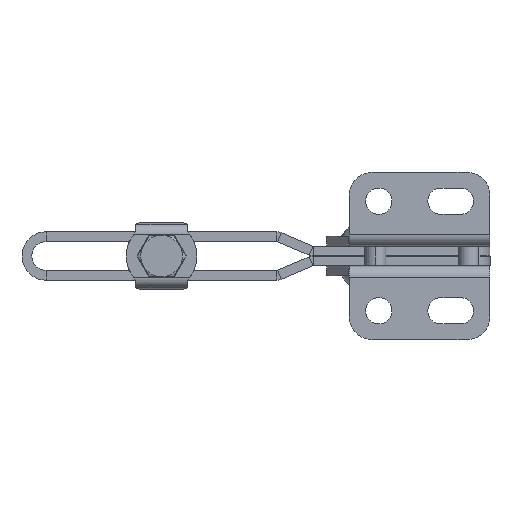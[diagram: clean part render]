
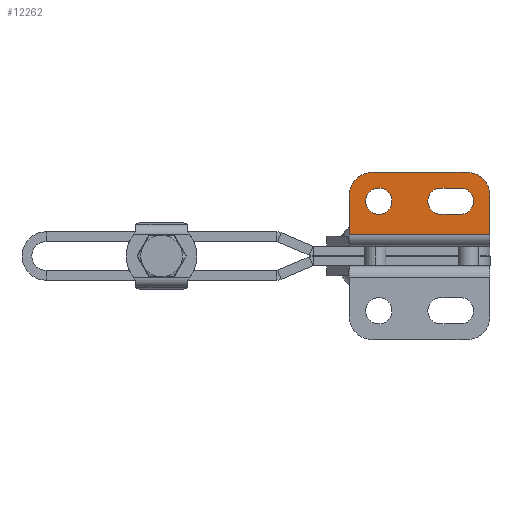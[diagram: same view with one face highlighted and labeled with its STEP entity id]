
A CAD part, front view. The second image highlights one B-rep face of the part: STEP entity #12262.
In plain terms, the highlighted planar face has unit normal (0, -1, 0).
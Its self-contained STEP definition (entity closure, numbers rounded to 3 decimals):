
#940 = ORIENTED_EDGE ( 'NONE', *, *, #27372, .F. ) ;
#941 = ORIENTED_EDGE ( 'NONE', *, *, #27431, .F. ) ;
#942 = ORIENTED_EDGE ( 'NONE', *, *, #27432, .F. ) ;
#943 = ORIENTED_EDGE ( 'NONE', *, *, #27433, .F. ) ;
#944 = ORIENTED_EDGE ( 'NONE', *, *, #27434, .F. ) ;
#945 = ORIENTED_EDGE ( 'NONE', *, *, #27435, .F. ) ;
#946 = ORIENTED_EDGE ( 'NONE', *, *, #27429, .F. ) ;
#947 = ORIENTED_EDGE ( 'NONE', *, *, #27436, .T. ) ;
#948 = ORIENTED_EDGE ( 'NONE', *, *, #27437, .T. ) ;
#949 = ORIENTED_EDGE ( 'NONE', *, *, #27438, .T. ) ;
#950 = ORIENTED_EDGE ( 'NONE', *, *, #27439, .T. ) ;
#951 = ORIENTED_EDGE ( 'NONE', *, *, #27440, .T. ) ;
#1531 = CIRCLE ( 'NONE', #28661, 4. ) ;
#1628 = LINE ( 'NONE', #3288, #1630 ) ;
#1629 = LINE ( 'NONE', #3298, #1636 ) ;
#1630 = VECTOR ( 'NONE', #3284, 1000. ) ;
#1631 = CIRCLE ( 'NONE', #28687, 4. ) ;
#1633 = CIRCLE ( 'NONE', #28688, 4. ) ;
#1634 = CIRCLE ( 'NONE', #28689, 4. ) ;
#1635 = LINE ( 'NONE', #3304, #1639 ) ;
#1636 = VECTOR ( 'NONE', #3294, 1000. ) ;
#1637 = LINE ( 'NONE', #3303, #1641 ) ;
#1638 = CIRCLE ( 'NONE', #28690, 7. ) ;
#1639 = VECTOR ( 'NONE', #3302, 1000. ) ;
#1641 = VECTOR ( 'NONE', #3309, 1000. ) ;
#1642 = LINE ( 'NONE', #3310, #1644 ) ;
#1643 = CIRCLE ( 'NONE', #28691, 7. ) ;
#1644 = VECTOR ( 'NONE', #3308, 1000. ) ;
#1645 = LINE ( 'NONE', #3311, #1647 ) ;
#1647 = VECTOR ( 'NONE', #3312, 1000. ) ;
#3153 = CARTESIAN_POINT ( 'NONE',  ( 9., -3., 10.75 ) ) ;
#3154 = DIRECTION ( 'NONE',  ( 0., -1., 0. ) ) ;
#3155 = DIRECTION ( 'NONE',  ( 0., 0., -1. ) ) ;
#3284 = DIRECTION ( 'NONE',  ( -1., 0., 0. ) ) ;
#3288 = CARTESIAN_POINT ( 'NONE',  ( 36., -3., 0.5 ) ) ;
#3294 = DIRECTION ( 'NONE',  ( -1., 0., 0. ) ) ;
#3295 = CARTESIAN_POINT ( 'NONE',  ( 9., -3., 10.75 ) ) ;
#3296 = DIRECTION ( 'NONE',  ( 0., -1., 0. ) ) ;
#3297 = DIRECTION ( 'NONE',  ( 0., 0., -1. ) ) ;
#3298 = CARTESIAN_POINT ( 'NONE',  ( 28., -3., 14.75 ) ) ;
#3299 = CARTESIAN_POINT ( 'NONE',  ( 28., -3., 10.75 ) ) ;
#3300 = DIRECTION ( 'NONE',  ( 0., -1., 0. ) ) ;
#3301 = DIRECTION ( 'NONE',  ( 0., 0., -1. ) ) ;
#3302 = DIRECTION ( 'NONE',  ( 1., 0., 0. ) ) ;
#3303 = CARTESIAN_POINT ( 'NONE',  ( 43., -3., 12.55 ) ) ;
#3304 = CARTESIAN_POINT ( 'NONE',  ( 28., -3., 6.75 ) ) ;
#3305 = CARTESIAN_POINT ( 'NONE',  ( 34., -3., 10.75 ) ) ;
#3306 = DIRECTION ( 'NONE',  ( 0., -1., 0. ) ) ;
#3307 = DIRECTION ( 'NONE',  ( 0., 0., -1. ) ) ;
#3308 = DIRECTION ( 'NONE',  ( -1., 0., 0. ) ) ;
#3309 = DIRECTION ( 'NONE',  ( 0., 0., 1. ) ) ;
#3310 = CARTESIAN_POINT ( 'NONE',  ( 7., -3., 19.55 ) ) ;
#3311 = CARTESIAN_POINT ( 'NONE',  ( 0., -3., 0. ) ) ;
#3312 = DIRECTION ( 'NONE',  ( 0., 0., -1. ) ) ;
#3313 = CARTESIAN_POINT ( 'NONE',  ( 36., -3., 12.55 ) ) ;
#3314 = DIRECTION ( 'NONE',  ( 0., -1., 0. ) ) ;
#3315 = DIRECTION ( 'NONE',  ( 0., 0., 1. ) ) ;
#3318 = CARTESIAN_POINT ( 'NONE',  ( 7., -3., 12.55 ) ) ;
#3319 = DIRECTION ( 'NONE',  ( 0., -1., 0. ) ) ;
#3320 = DIRECTION ( 'NONE',  ( 0., 0., 1. ) ) ;
#5877 = CARTESIAN_POINT ( 'NONE',  ( 9., -3., 14.75 ) ) ;
#5879 = CARTESIAN_POINT ( 'NONE',  ( 9., -3., 6.75 ) ) ;
#5914 = CARTESIAN_POINT ( 'NONE',  ( 0., -3., 0.5 ) ) ;
#5916 = CARTESIAN_POINT ( 'NONE',  ( 34., -3., 6.75 ) ) ;
#5917 = CARTESIAN_POINT ( 'NONE',  ( 28., -3., 6.75 ) ) ;
#5919 = CARTESIAN_POINT ( 'NONE',  ( 28., -3., 14.75 ) ) ;
#5920 = CARTESIAN_POINT ( 'NONE',  ( 0., -3., 12.55 ) ) ;
#5921 = CARTESIAN_POINT ( 'NONE',  ( 43., -3., 12.55 ) ) ;
#5922 = CARTESIAN_POINT ( 'NONE',  ( 7., -3., 19.55 ) ) ;
#5926 = CARTESIAN_POINT ( 'NONE',  ( 36., -3., 19.55 ) ) ;
#5928 = CARTESIAN_POINT ( 'NONE',  ( 43., -3., 0.5 ) ) ;
#5929 = CARTESIAN_POINT ( 'NONE',  ( 34., -3., 14.75 ) ) ;
#11670 = DIRECTION ( 'NONE',  ( 0., 1., 0. ) ) ;
#11672 = CARTESIAN_POINT ( 'NONE',  ( 36., -3., 12.55 ) ) ;
#11673 = PLANE ( 'NONE',  #28575 ) ;
#11675 = DIRECTION ( 'NONE',  ( 0., 0., 1. ) ) ;
#12262 = ADVANCED_FACE ( 'NONE', ( #22373, #22379, #22375 ), #11673, .F. ) ;
#16317 = VERTEX_POINT ( 'NONE', #5877 ) ;
#16319 = VERTEX_POINT ( 'NONE', #5879 ) ;
#16354 = VERTEX_POINT ( 'NONE', #5914 ) ;
#16356 = VERTEX_POINT ( 'NONE', #5916 ) ;
#16400 = VERTEX_POINT ( 'NONE', #5917 ) ;
#16402 = VERTEX_POINT ( 'NONE', #5922 ) ;
#16403 = VERTEX_POINT ( 'NONE', #5919 ) ;
#16405 = VERTEX_POINT ( 'NONE', #5920 ) ;
#16407 = VERTEX_POINT ( 'NONE', #5921 ) ;
#16409 = VERTEX_POINT ( 'NONE', #5926 ) ;
#16411 = VERTEX_POINT ( 'NONE', #5928 ) ;
#16412 = VERTEX_POINT ( 'NONE', #5929 ) ;
#22373 = FACE_BOUND ( 'NONE', #30145, .T. ) ;
#22375 = FACE_OUTER_BOUND ( 'NONE', #30142, .T. ) ;
#22379 = FACE_BOUND ( 'NONE', #30136, .T. ) ;
#27372 = EDGE_CURVE ( 'NONE', #16317, #16319, #1531, .T. ) ;
#27429 = EDGE_CURVE ( 'NONE', #16411, #16354, #1628, .T. ) ;
#27431 = EDGE_CURVE ( 'NONE', #16319, #16317, #1631, .T. ) ;
#27432 = EDGE_CURVE ( 'NONE', #16403, #16400, #1633, .T. ) ;
#27433 = EDGE_CURVE ( 'NONE', #16412, #16403, #1629, .T. ) ;
#27434 = EDGE_CURVE ( 'NONE', #16356, #16412, #1634, .T. ) ;
#27435 = EDGE_CURVE ( 'NONE', #16400, #16356, #1635, .T. ) ;
#27436 = EDGE_CURVE ( 'NONE', #16411, #16407, #1637, .T. ) ;
#27437 = EDGE_CURVE ( 'NONE', #16407, #16409, #1638, .T. ) ;
#27438 = EDGE_CURVE ( 'NONE', #16409, #16402, #1642, .T. ) ;
#27439 = EDGE_CURVE ( 'NONE', #16402, #16405, #1643, .T. ) ;
#27440 = EDGE_CURVE ( 'NONE', #16405, #16354, #1645, .T. ) ;
#28575 = AXIS2_PLACEMENT_3D ( 'NONE', #11672, #11670, #11675 ) ;
#28661 = AXIS2_PLACEMENT_3D ( 'NONE', #3153, #3154, #3155 ) ;
#28687 = AXIS2_PLACEMENT_3D ( 'NONE', #3295, #3296, #3297 ) ;
#28688 = AXIS2_PLACEMENT_3D ( 'NONE', #3299, #3300, #3301 ) ;
#28689 = AXIS2_PLACEMENT_3D ( 'NONE', #3305, #3306, #3307 ) ;
#28690 = AXIS2_PLACEMENT_3D ( 'NONE', #3313, #3314, #3315 ) ;
#28691 = AXIS2_PLACEMENT_3D ( 'NONE', #3318, #3319, #3320 ) ;
#30136 = EDGE_LOOP ( 'NONE', ( #942, #943, #944, #945 ) ) ;
#30142 = EDGE_LOOP ( 'NONE', ( #946, #947, #948, #949, #950, #951 ) ) ;
#30145 = EDGE_LOOP ( 'NONE', ( #940, #941 ) ) ;
